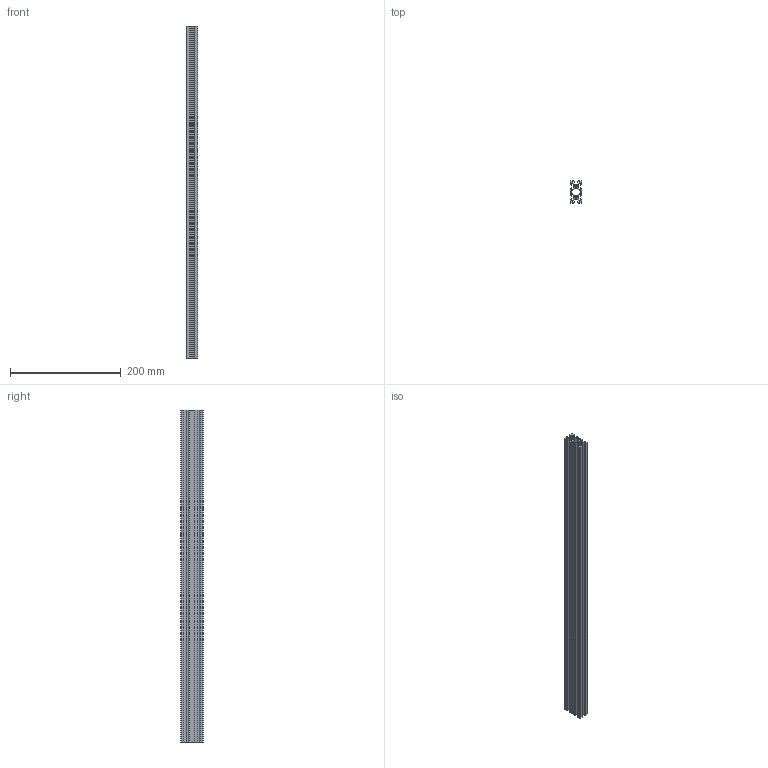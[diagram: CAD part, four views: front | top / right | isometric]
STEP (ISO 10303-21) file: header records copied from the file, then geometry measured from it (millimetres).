
FILE_DESCRIPTION(('HOOPS Exchange Step'),'2;1');
FILE_NAME('V-Slot 20x40x600.step','2018-08-20T11:13:53+00:00',('SYSTEM'),('Unknown organisation'),'HOOPS Exchange 10.0','HOOPS Exchange','Unknown authorisation');
FILE_SCHEMA( ('AUTOMOTIVE_DESIGN { 1 0 10303 214 1 1 1 1 }') );
Length unit declared in the file: millimetre
Products named in the file (2): Default; V-Slot 20x40x600
Assembly tree (1 placements, depth 2):
  V-Slot 20x40x600
    Default
Bounding box: 20 x 40 x 600 mm (x, y, z)
Volume: 179993.7 mm3; surface area: 178846.4 mm2
Topology: 1 solids, 1 shells, 114 faces, 338 edges, 226 vertices
Faces by surface type: plane 108, cylinder 6
Full cylindrical faces by diameter (mm): 4.2 x2
Entity records: 3811 total; most frequent: CARTESIAN_POINT 681, ORIENTED_EDGE 676, DIRECTION 586, EDGE_CURVE 338, VECTOR 324, LINE 324, VERTEX_POINT 226, AXIS2_PLACEMENT_3D 131
